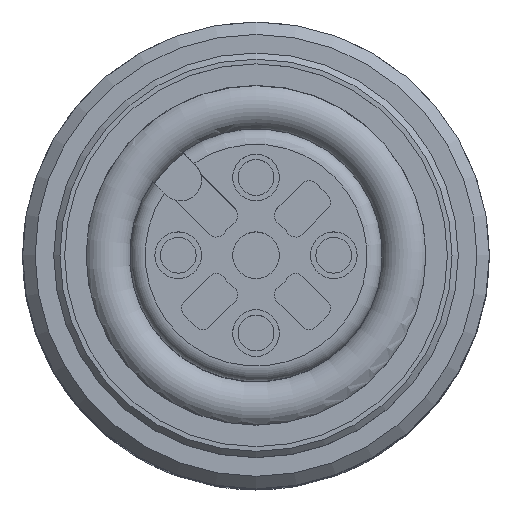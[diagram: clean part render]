
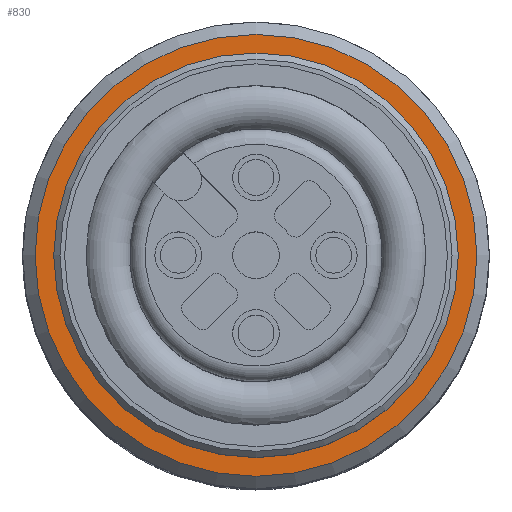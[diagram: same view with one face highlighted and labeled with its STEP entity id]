
A CAD part, top view. The second image highlights one B-rep face of the part: STEP entity #830.
In plain terms, the highlighted planar face has unit normal (0, 0, 1).
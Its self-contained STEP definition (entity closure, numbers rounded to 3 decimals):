
#496=PLANE('',#3038);
#830=ADVANCED_FACE('',(#994,#995),#496,.T.);
#994=FACE_BOUND('',#1244,.T.);
#995=FACE_BOUND('',#1245,.T.);
#1244=EDGE_LOOP('',(#2024));
#1245=EDGE_LOOP('',(#2025));
#2024=ORIENTED_EDGE('',*,*,#2681,.T.);
#2025=ORIENTED_EDGE('',*,*,#2680,.F.);
#2290=VERTEX_POINT('',#6490);
#2291=VERTEX_POINT('',#6493);
#2680=EDGE_CURVE('',#2290,#2290,#2792,.T.);
#2681=EDGE_CURVE('',#2291,#2291,#2793,.T.);
#2792=CIRCLE('',#3035,6.5);
#2793=CIRCLE('',#3037,7.1);
#3035=AXIS2_PLACEMENT_3D('',#6489,#3584,#3585);
#3037=AXIS2_PLACEMENT_3D('',#6492,#3588,#3589);
#3038=AXIS2_PLACEMENT_3D('',#6494,#3590,#3591);
#3584=DIRECTION('',(0.,0.,1.));
#3585=DIRECTION('',(0.,-1.,0.));
#3588=DIRECTION('',(0.,0.,1.));
#3589=DIRECTION('',(0.,-1.,0.));
#3590=DIRECTION('',(0.,0.,1.));
#3591=DIRECTION('',(0.,1.,0.));
#6489=CARTESIAN_POINT('',(60.044,60.026,7.05));
#6490=CARTESIAN_POINT('',(60.044,53.526,7.05));
#6492=CARTESIAN_POINT('',(60.044,60.026,7.05));
#6493=CARTESIAN_POINT('',(60.044,52.926,7.05));
#6494=CARTESIAN_POINT('',(60.044,53.526,7.05));
